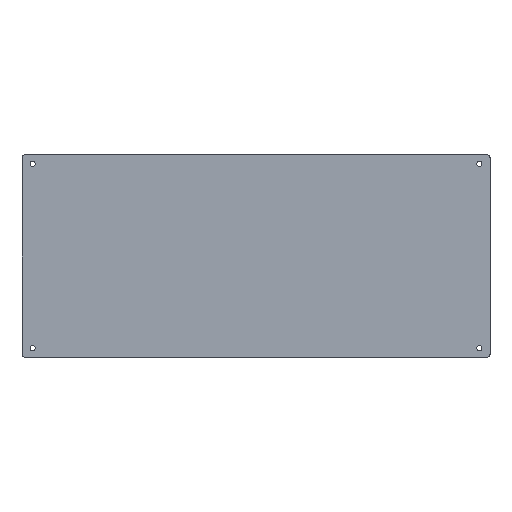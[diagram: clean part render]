
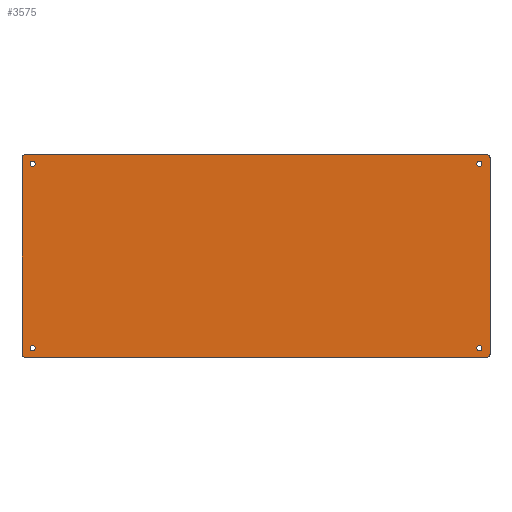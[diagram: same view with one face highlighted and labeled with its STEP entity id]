
A CAD part, top view. The second image highlights one B-rep face of the part: STEP entity #3575.
In plain terms, the highlighted planar face has unit normal (0, 0, 1).
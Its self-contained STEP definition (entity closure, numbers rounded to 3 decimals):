
#30=FACE_BOUND('',#813,.T.);
#31=FACE_BOUND('',#814,.T.);
#32=FACE_BOUND('',#815,.T.);
#33=FACE_BOUND('',#816,.T.);
#398=PLANE('',#3724);
#611=FACE_OUTER_BOUND('',#812,.T.);
#812=EDGE_LOOP('',(#3334,#3335,#3336,#3337,#3338,#3339,#3340,#3341));
#813=EDGE_LOOP('',(#3342));
#814=EDGE_LOOP('',(#3343));
#815=EDGE_LOOP('',(#3344));
#816=EDGE_LOOP('',(#3345));
#1087=LINE('',#7321,#1377);
#1113=LINE('',#7422,#1403);
#1114=LINE('',#7424,#1404);
#1115=LINE('',#7425,#1405);
#1377=VECTOR('',#4153,10.);
#1403=VECTOR('',#4277,10.);
#1404=VECTOR('',#4280,10.);
#1405=VECTOR('',#4281,10.);
#1408=CIRCLE('',#3599,1.7);
#1411=CIRCLE('',#3604,1.7);
#1418=CIRCLE('',#3614,1.7);
#1419=CIRCLE('',#3616,1.7);
#1424=CIRCLE('',#3686,2.);
#1428=CIRCLE('',#3692,2.);
#1439=CIRCLE('',#3711,2.);
#1443=CIRCLE('',#3719,2.);
#1446=VERTEX_POINT('',#4300);
#1449=VERTEX_POINT('',#4310);
#1456=VERTEX_POINT('',#4330);
#1457=VERTEX_POINT('',#4334);
#1762=VERTEX_POINT('',#7318);
#1763=VERTEX_POINT('',#7320);
#1773=VERTEX_POINT('',#7349);
#1774=VERTEX_POINT('',#7350);
#1777=VERTEX_POINT('',#7361);
#1785=VERTEX_POINT('',#7394);
#1786=VERTEX_POINT('',#7395);
#1789=VERTEX_POINT('',#7411);
#1794=EDGE_CURVE('',#1446,#1446,#1408,.T.);
#1799=EDGE_CURVE('',#1449,#1449,#1411,.T.);
#1809=EDGE_CURVE('',#1456,#1456,#1418,.T.);
#1811=EDGE_CURVE('',#1457,#1457,#1419,.T.);
#2266=EDGE_CURVE('',#1763,#1762,#1087,.T.);
#2280=EDGE_CURVE('',#1773,#1774,#1424,.T.);
#2286=EDGE_CURVE('',#1763,#1777,#1428,.T.);
#2303=EDGE_CURVE('',#1785,#1786,#1439,.T.);
#2312=EDGE_CURVE('',#1789,#1762,#1443,.T.);
#2318=EDGE_CURVE('',#1777,#1773,#1113,.T.);
#2319=EDGE_CURVE('',#1786,#1789,#1114,.T.);
#2320=EDGE_CURVE('',#1774,#1785,#1115,.T.);
#3334=ORIENTED_EDGE('',*,*,#2280,.F.);
#3335=ORIENTED_EDGE('',*,*,#2318,.F.);
#3336=ORIENTED_EDGE('',*,*,#2286,.F.);
#3337=ORIENTED_EDGE('',*,*,#2266,.T.);
#3338=ORIENTED_EDGE('',*,*,#2312,.F.);
#3339=ORIENTED_EDGE('',*,*,#2319,.F.);
#3340=ORIENTED_EDGE('',*,*,#2303,.F.);
#3341=ORIENTED_EDGE('',*,*,#2320,.F.);
#3342=ORIENTED_EDGE('',*,*,#1794,.T.);
#3343=ORIENTED_EDGE('',*,*,#1799,.T.);
#3344=ORIENTED_EDGE('',*,*,#1809,.T.);
#3345=ORIENTED_EDGE('',*,*,#1811,.T.);
#3575=ADVANCED_FACE('',(#611,#30,#31,#32,#33),#398,.F.);
#3599=AXIS2_PLACEMENT_3D('',#4302,#3742,#3743);
#3604=AXIS2_PLACEMENT_3D('',#4312,#3754,#3755);
#3614=AXIS2_PLACEMENT_3D('',#4332,#3777,#3778);
#3616=AXIS2_PLACEMENT_3D('',#4336,#3782,#3783);
#3686=AXIS2_PLACEMENT_3D('',#7351,#4183,#4184);
#3692=AXIS2_PLACEMENT_3D('',#7362,#4197,#4198);
#3711=AXIS2_PLACEMENT_3D('',#7396,#4241,#4242);
#3719=AXIS2_PLACEMENT_3D('',#7412,#4262,#4263);
#3724=AXIS2_PLACEMENT_3D('',#7423,#4278,#4279);
#3742=DIRECTION('center_axis',(0.,0.,-1.));
#3743=DIRECTION('ref_axis',(-1.,0.,0.));
#3754=DIRECTION('center_axis',(0.,0.,-1.));
#3755=DIRECTION('ref_axis',(-1.,0.,0.));
#3777=DIRECTION('center_axis',(0.,0.,-1.));
#3778=DIRECTION('ref_axis',(1.,0.,0.));
#3782=DIRECTION('center_axis',(0.,0.,-1.));
#3783=DIRECTION('ref_axis',(1.,0.,0.));
#4153=DIRECTION('',(0.,-1.,0.));
#4183=DIRECTION('center_axis',(0.,0.,-1.));
#4184=DIRECTION('ref_axis',(0.707,0.707,0.));
#4197=DIRECTION('center_axis',(0.,0.,-1.));
#4198=DIRECTION('ref_axis',(-0.707,0.707,0.));
#4241=DIRECTION('center_axis',(0.,0.,-1.));
#4242=DIRECTION('ref_axis',(0.707,-0.707,0.));
#4262=DIRECTION('center_axis',(0.,0.,-1.));
#4263=DIRECTION('ref_axis',(-0.707,-0.707,0.));
#4277=DIRECTION('',(1.,0.,0.));
#4278=DIRECTION('center_axis',(0.,0.,-1.));
#4279=DIRECTION('ref_axis',(1.,0.,0.));
#4280=DIRECTION('',(-1.,0.,0.));
#4281=DIRECTION('',(0.,-1.,0.));
#4300=CARTESIAN_POINT('',(307.395,10.365,-10.));
#4302=CARTESIAN_POINT('Origin',(305.695,10.365,-10.));
#4310=CARTESIAN_POINT('',(12.625,10.365,-10.));
#4312=CARTESIAN_POINT('Origin',(10.925,10.365,-10.));
#4330=CARTESIAN_POINT('',(9.225,131.875,-10.));
#4332=CARTESIAN_POINT('Origin',(10.925,131.875,-10.));
#4334=CARTESIAN_POINT('',(303.995,131.875,-10.));
#4336=CARTESIAN_POINT('Origin',(305.695,131.875,-10.));
#7318=CARTESIAN_POINT('',(3.925,6.365,-10.));
#7320=CARTESIAN_POINT('',(3.925,135.875,-10.));
#7321=CARTESIAN_POINT('',(3.925,14.365,-10.));
#7349=CARTESIAN_POINT('',(310.695,137.875,-10.));
#7350=CARTESIAN_POINT('',(312.695,135.875,-10.));
#7351=CARTESIAN_POINT('Origin',(310.695,135.875,-10.));
#7361=CARTESIAN_POINT('',(5.925,137.875,-10.));
#7362=CARTESIAN_POINT('Origin',(5.925,135.875,-10.));
#7394=CARTESIAN_POINT('',(312.695,6.365,-10.));
#7395=CARTESIAN_POINT('',(310.695,4.365,-10.));
#7396=CARTESIAN_POINT('Origin',(310.695,6.365,-10.));
#7411=CARTESIAN_POINT('',(5.925,4.365,-10.));
#7412=CARTESIAN_POINT('Origin',(5.925,6.365,-10.));
#7422=CARTESIAN_POINT('',(3.925,137.875,-10.));
#7423=CARTESIAN_POINT('Origin',(158.31,118.875,-10.));
#7424=CARTESIAN_POINT('',(3.925,4.365,-10.));
#7425=CARTESIAN_POINT('',(312.695,137.875,-10.));
